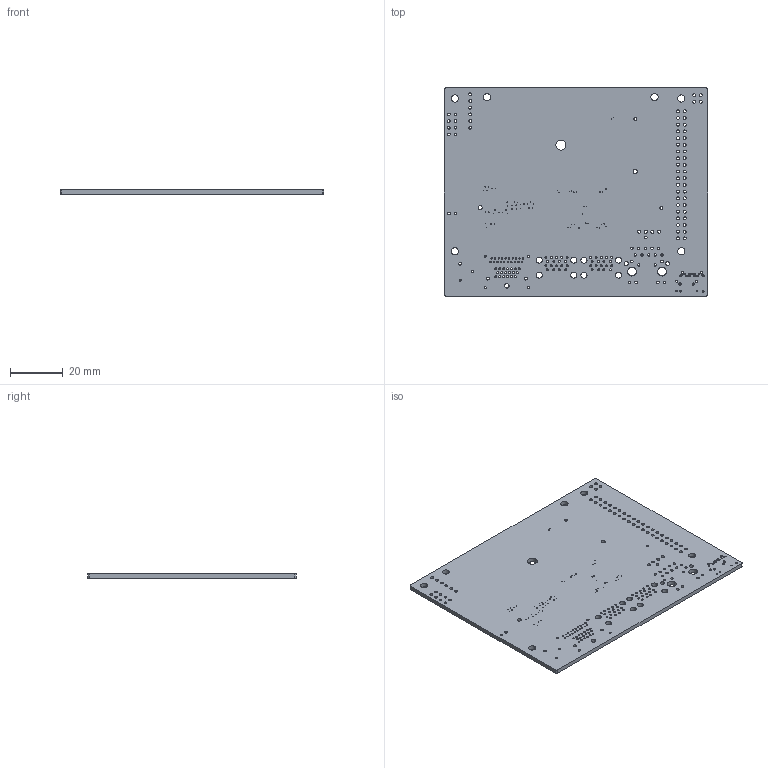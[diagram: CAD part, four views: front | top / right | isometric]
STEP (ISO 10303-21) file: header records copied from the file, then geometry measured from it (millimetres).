
FILE_DESCRIPTION (( 'STEP AP203' ), '1' );
FILE_NAME ('142-13449-1000-A02.step_Default_sldprt.STEP', '2021-02-13T10:55:17', ( '' ), ( '' ), 'SwSTEP 2.0', 'SolidWorks 2019', '' );
FILE_SCHEMA (( 'CONFIG_CONTROL_DESIGN' ));
Length unit declared in the file: metre
Products named in the file (1): 142-13449-1000-A02.step_Default_sldprt
Bounding box: 100 x 79 x 1.57 mm (x, y, z)
Volume: 12091.5 mm3; surface area: 17035.1 mm2
Topology: 1 solids, 1 shells, 564 faces, 1686 edges, 1124 vertices
Faces by surface type: cylinder 558, plane 6
Entity records: 20863 total; most frequent: DIRECTION 3932, CARTESIAN_POINT 3375, ORIENTED_EDGE 3372, EDGE_CURVE 1686, AXIS2_PLACEMENT_3D 1681, VERTEX_POINT 1124, CIRCLE 1116, EDGE_LOOP 1114
